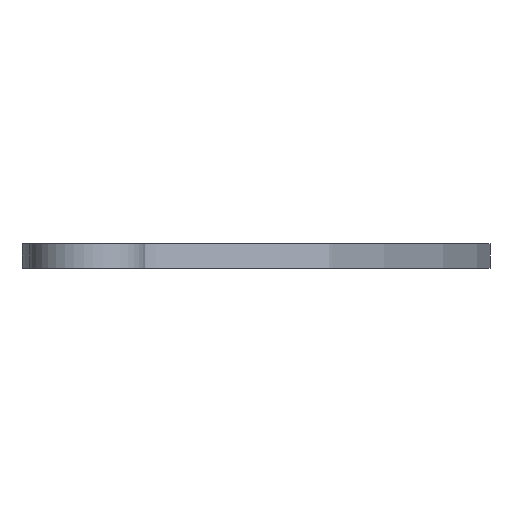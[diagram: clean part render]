
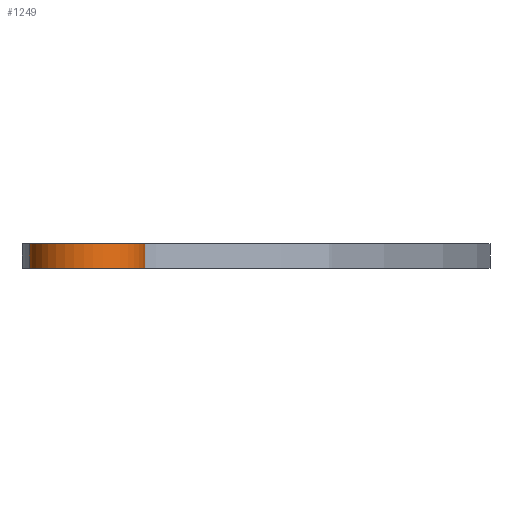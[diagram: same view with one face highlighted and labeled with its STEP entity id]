
A CAD part, left-side view. The second image highlights one B-rep face of the part: STEP entity #1249.
In plain terms, the highlighted cylindrical face has radius 15 mm (diameter 30 mm), a partial arc.
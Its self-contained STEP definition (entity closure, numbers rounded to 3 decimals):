
#67=CIRCLE('',#1275,15.);
#80=CIRCLE('',#1290,15.);
#107=CYLINDRICAL_SURFACE('',#1329,15.);
#170=FACE_OUTER_BOUND('',#250,.T.);
#250=EDGE_LOOP('',(#1158,#1159,#1160,#1161));
#294=LINE('',#9277,#375);
#367=LINE('',#16873,#448);
#375=VECTOR('',#1354,10.);
#448=VECTOR('',#1541,10.);
#512=VERTEX_POINT('',#9245);
#513=VERTEX_POINT('',#9276);
#516=VERTEX_POINT('',#9641);
#564=VERTEX_POINT('',#10795);
#643=EDGE_CURVE('',#513,#512,#294,.T.);
#649=EDGE_CURVE('',#513,#516,#67,.T.);
#700=EDGE_CURVE('',#564,#512,#80,.T.);
#797=EDGE_CURVE('',#516,#564,#367,.T.);
#1158=ORIENTED_EDGE('',*,*,#649,.F.);
#1159=ORIENTED_EDGE('',*,*,#643,.T.);
#1160=ORIENTED_EDGE('',*,*,#700,.F.);
#1161=ORIENTED_EDGE('',*,*,#797,.F.);
#1249=ADVANCED_FACE('',(#170),#107,.T.);
#1275=AXIS2_PLACEMENT_3D('',#9642,#1360,#1361);
#1290=AXIS2_PLACEMENT_3D('',#11191,#1402,#1403);
#1329=AXIS2_PLACEMENT_3D('',#16872,#1539,#1540);
#1354=DIRECTION('',(0.,0.,-1.));
#1360=DIRECTION('center_axis',(0.,0.,1.));
#1361=DIRECTION('ref_axis',(0.332,0.943,0.));
#1402=DIRECTION('center_axis',(0.,0.,-1.));
#1403=DIRECTION('ref_axis',(0.332,0.943,0.));
#1539=DIRECTION('center_axis',(0.,0.,-1.));
#1540=DIRECTION('ref_axis',(-0.994,-0.107,0.));
#1541=DIRECTION('',(0.,0.,-1.));
#9245=CARTESIAN_POINT('',(34.985,132.747,0.));
#9276=CARTESIAN_POINT('',(34.985,132.747,6.3));
#9277=CARTESIAN_POINT('',(34.985,132.747,6.3));
#9641=CARTESIAN_POINT('',(37.87,105.83,6.3));
#9642=CARTESIAN_POINT('Origin',(30.,118.6,6.3));
#10795=CARTESIAN_POINT('',(37.87,105.83,0.));
#11191=CARTESIAN_POINT('Origin',(30.,118.6,0.));
#16872=CARTESIAN_POINT('Origin',(30.,118.6,6.3));
#16873=CARTESIAN_POINT('',(37.87,105.83,6.3));
